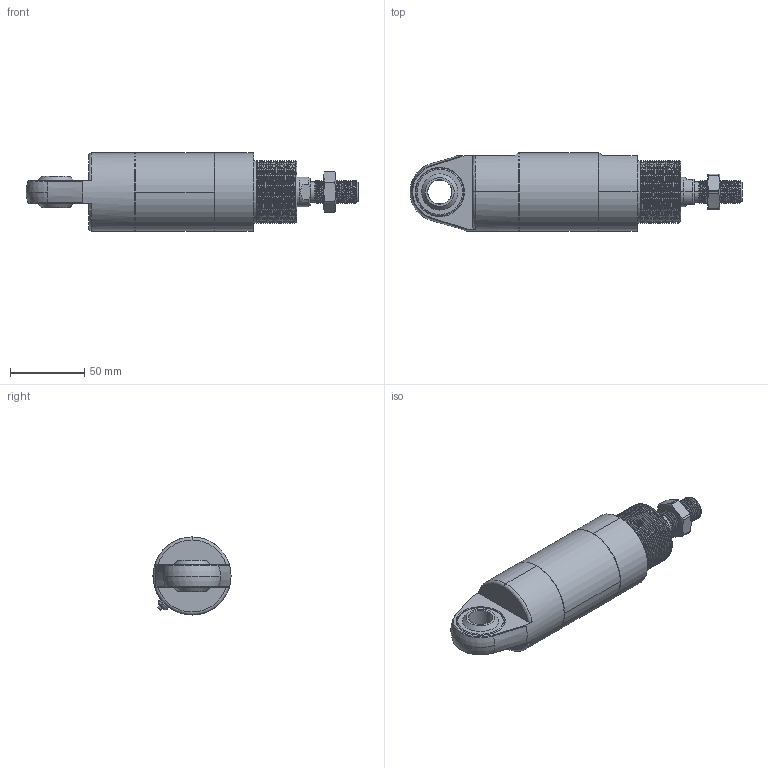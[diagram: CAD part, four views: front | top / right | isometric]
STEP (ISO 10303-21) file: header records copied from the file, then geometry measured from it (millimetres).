
FILE_DESCRIPTION (( 'STEP AP214' ), '1' );
FILE_NAME ('U050 0000 0924.STEP', '2021-05-05T08:07:41', ( '' ), ( '' ), 'SwSTEP 2.0', 'SolidWorks 2019', '' );
FILE_SCHEMA (( 'AUTOMOTIVE_DESIGN' ));
Length unit declared in the file: millimetre
Products named in the file (20): Stempelstangsmøtrik_U1905930; U050 0000 0924; Bremseskrue 16-50; 1050-09; 9037-01-1; Oring_ORING 02,9 X 1,2; 9050-36JB2; Bolt-DIN912_M12x40; Afstryger (32-125)_407287; 1050-24; Leje_PAP2015P11; Bremsepakning_PP2533N3589; Stempeltætning_E45040N3578; 9036-01; 9020-34_9020-34-0; Oring_ORING 47,35 X 1,78; Magnet_9350; 9050-35-R_1050-35-0; GXSW 16.32
Assembly tree (26 placements, depth 3):
  U050 0000 0924
    1050-09
    1050-24
    9020-34_9020-34-0
    9050-35-R_1050-35-0
    Bremseskrue 16-50
      9036-01
      9037-01-1
      Oring_ORING 02,9 X 1,2
    Bremseskrue 16-50
      9036-01
      9037-01-1
      Oring_ORING 02,9 X 1,2
    Afstryger (32-125)_407287
    GXSW 16.32
    9050-36JB2  x2
    Leje_PAP2015P11
    Magnet_9350
    Bremsepakning_PP2533N3589  x2
    Stempeltætning_E45040N3578  x2
    Oring_ORING 47,35 X 1,78  x2
    Bolt-DIN912_M12x40
    Stempelstangsmøtrik_U1905930
Bounding box: 223 x 52.4 x 52.4 mm (x, y, z)
Volume: 279891.6 mm3; surface area: 122443.6 mm2
Topology: 24 solids, 24 shells, 764 faces, 1778 edges, 1109 vertices
Faces by surface type: cylinder 328, plane 183, cone 154, torus 79, bspline 18, sphere 2
Entity records: 36573 total; most frequent: CARTESIAN_POINT 22028, ORIENTED_EDGE 2892, DIRECTION 2826, EDGE_CURVE 1446, AXIS2_PLACEMENT_3D 1170, VERTEX_POINT 908, EDGE_LOOP 696, FACE_OUTER_BOUND 614
